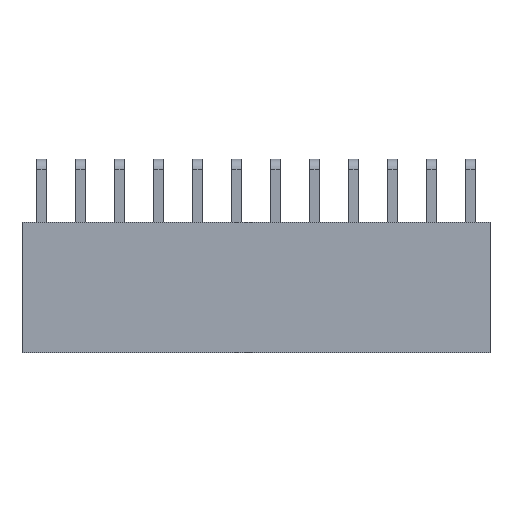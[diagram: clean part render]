
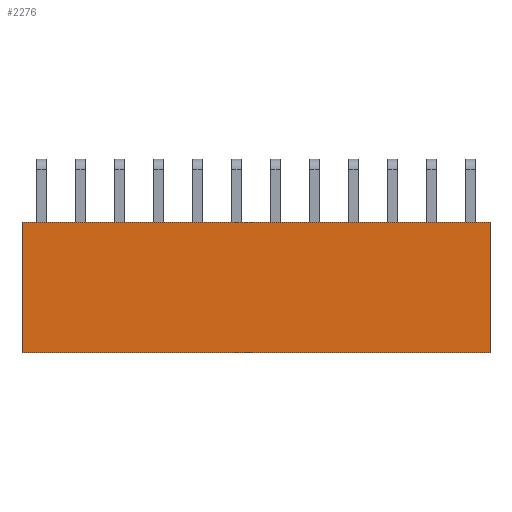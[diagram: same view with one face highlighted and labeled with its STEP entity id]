
A CAD part, top view. The second image highlights one B-rep face of the part: STEP entity #2276.
In plain terms, the highlighted planar face has unit normal (0, 0, 1).
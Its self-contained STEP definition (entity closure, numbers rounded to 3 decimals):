
#2276=ADVANCED_FACE('',(#14496),#14498,.T.);
#14496=FACE_BOUND('',#14497,.T.);
#14497=EDGE_LOOP('',(#24329,#24330,#24331,#24332));
#14498=PLANE('',#14499);
#14499=AXIS2_PLACEMENT_3D('',#14500,#14501,#14502);
#14500=CARTESIAN_POINT('',(1.27,-1.36,5.08));
#14501=DIRECTION('',(0.,0.,1.));
#14502=DIRECTION('',(-1.,0.,0.));
#24329=ORIENTED_EDGE('',*,*,#30993,.T.);
#24330=ORIENTED_EDGE('',*,*,#31451,.F.);
#24331=ORIENTED_EDGE('',*,*,#31000,.F.);
#24332=ORIENTED_EDGE('',*,*,#31548,.T.);
#30993=EDGE_CURVE('',#35365,#35363,#35366,.T.);
#31000=EDGE_CURVE('',#35375,#35377,#35378,.T.);
#31451=EDGE_CURVE('',#35377,#35363,#36179,.T.);
#31548=EDGE_CURVE('',#35375,#35365,#36372,.T.);
#35363=VERTEX_POINT('',#43097);
#35365=VERTEX_POINT('',#43101);
#35366=LINE('',#43102,#43103);
#35375=VERTEX_POINT('',#43123);
#35377=VERTEX_POINT('',#43127);
#35378=LINE('',#43128,#43129);
#36179=LINE('',#44883,#44884);
#36372=LINE('',#45270,#45271);
#43097=CARTESIAN_POINT('',(-1.27,-9.86,5.08));
#43101=CARTESIAN_POINT('',(-1.27,-1.36,5.08));
#43102=CARTESIAN_POINT('',(-1.27,-1.36,5.08));
#43103=VECTOR('',#43104,1.);
#43104=DIRECTION('',(0.,-1.,0.));
#43123=CARTESIAN_POINT('',(29.21,-1.36,5.08));
#43127=CARTESIAN_POINT('',(29.21,-9.86,5.08));
#43128=CARTESIAN_POINT('',(29.21,-1.36,5.08));
#43129=VECTOR('',#43130,1.);
#43130=DIRECTION('',(0.,-1.,0.));
#44883=CARTESIAN_POINT('',(29.21,-9.86,5.08));
#44884=VECTOR('',#44885,1.);
#44885=DIRECTION('',(-1.,0.,0.));
#45270=CARTESIAN_POINT('',(29.21,-1.36,5.08));
#45271=VECTOR('',#45272,1.);
#45272=DIRECTION('',(-1.,0.,0.));
